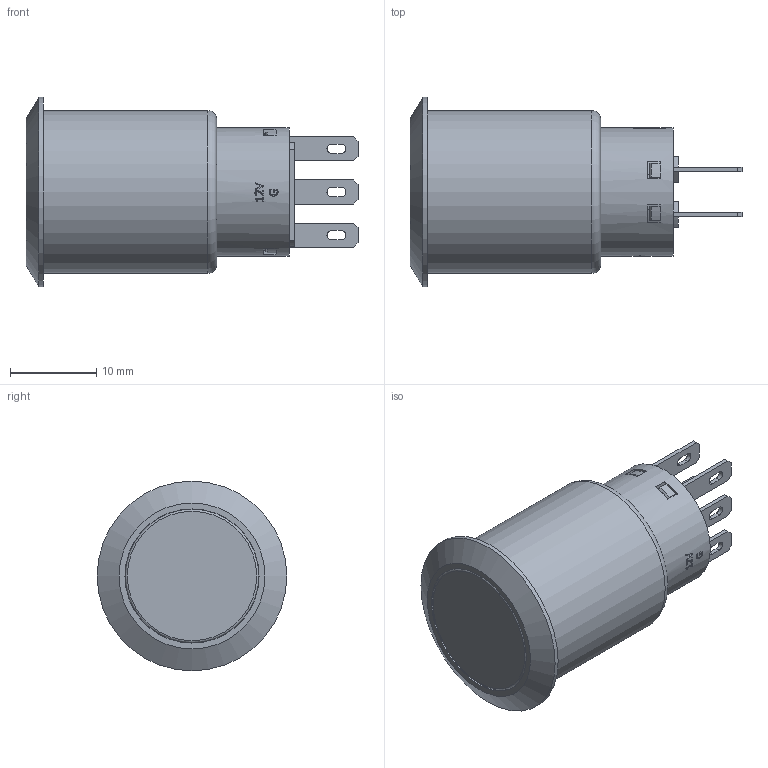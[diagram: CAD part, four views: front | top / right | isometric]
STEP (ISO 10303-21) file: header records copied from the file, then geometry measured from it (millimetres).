
FILE_DESCRIPTION((' '),'2;1');
FILE_NAME('PV4F2G0xx.stp','2017-07-24T08:13:30',(' '),(' '),' ','ACIS',' ');
FILE_SCHEMA(('CONFIG_CONTROL_DESIGN'));
Length unit declared in the file: inch
Products named in the file (3): PV4F2G0xx.stp; Body1; Body2
Assembly tree (2 placements, depth 2):
  PV4F2G0xx.stp
    Body1
    Body2
Bounding box: 38.5 x 22 x 22 mm (x, y, z)
Volume: 6017.8 mm3; surface area: 4988.2 mm2
Topology: 2 solids, 2 shells, 248 faces, 644 edges, 429 vertices
Faces by surface type: plane 163, cylinder 47, bspline 30, cone 6, torus 2
Full cylindrical faces by diameter (mm): 5.2 x1, 13 x1, 13.5 x1, 14 x1, 14.7 x1, 14.9 x1, 15.5 x2, 15.55 x1, 16 x1, 16.517 x1, 18.9 x1, 22 x1
Entity records: 16141 total; most frequent: CARTESIAN_POINT 9782, ORIENTED_EDGE 1248, DIRECTION 1164, EDGE_CURVE 624, VERTEX_POINT 426, VECTOR 410, LINE 410, AXIS2_PLACEMENT_3D 377
